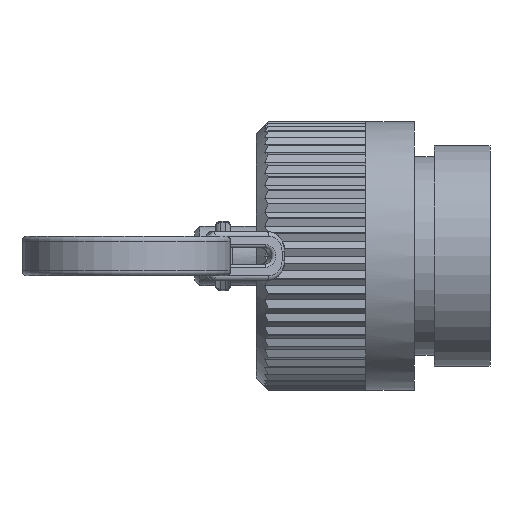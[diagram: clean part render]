
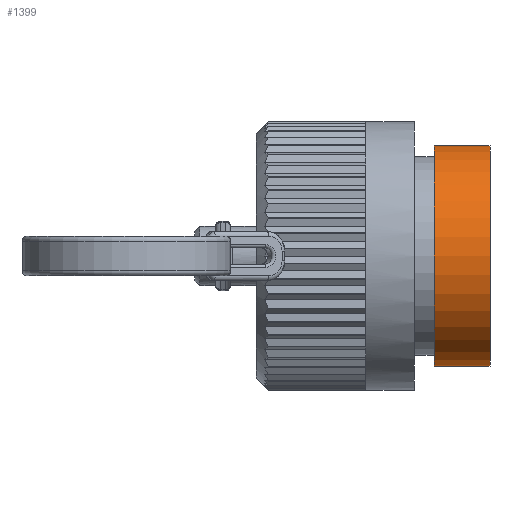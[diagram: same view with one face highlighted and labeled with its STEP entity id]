
A CAD part, front view. The second image highlights one B-rep face of the part: STEP entity #1399.
In plain terms, the highlighted cylindrical face has radius 11.094 mm (diameter 22.187 mm), a full revolution.
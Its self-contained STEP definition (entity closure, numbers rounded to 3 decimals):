
#1399=ADVANCED_FACE('',(#2009,#2010),#1807,.T.);
#1807=CYLINDRICAL_SURFACE('',#9918,11.094);
#2009=FACE_BOUND('',#2218,.T.);
#2010=FACE_BOUND('',#2219,.T.);
#2218=EDGE_LOOP('',(#5104));
#2219=EDGE_LOOP('',(#5105));
#5104=ORIENTED_EDGE('',*,*,#8276,.F.);
#5105=ORIENTED_EDGE('',*,*,#8278,.F.);
#7259=VERTEX_POINT('',#14932);
#7261=VERTEX_POINT('',#14937);
#8276=EDGE_CURVE('',#7259,#7259,#9302,.T.);
#8278=EDGE_CURVE('',#7261,#7261,#9304,.T.);
#9302=CIRCLE('',#9913,11.094);
#9304=CIRCLE('',#9916,11.094);
#9913=AXIS2_PLACEMENT_3D('',#14931,#11553,#11554);
#9916=AXIS2_PLACEMENT_3D('',#14936,#11559,#11560);
#9918=AXIS2_PLACEMENT_3D('',#14939,#11563,#11564);
#11553=DIRECTION('',(-1.,0.,0.));
#11554=DIRECTION('',(0.,0.,-1.));
#11559=DIRECTION('',(1.,0.,0.));
#11560=DIRECTION('',(0.,0.,-1.));
#11563=DIRECTION('',(1.,0.,0.));
#11564=DIRECTION('',(0.,0.,-1.));
#14931=CARTESIAN_POINT('',(17.9,0.,0.));
#14932=CARTESIAN_POINT('',(17.9,0.,-11.094));
#14936=CARTESIAN_POINT('',(23.5,0.,0.));
#14937=CARTESIAN_POINT('',(23.5,0.,-11.094));
#14939=CARTESIAN_POINT('',(19.7,0.,0.));
